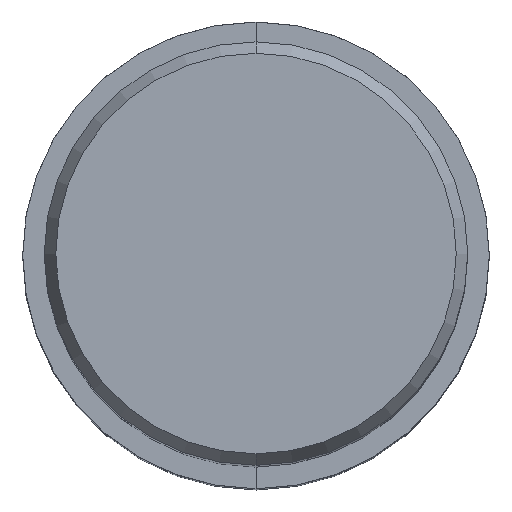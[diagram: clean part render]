
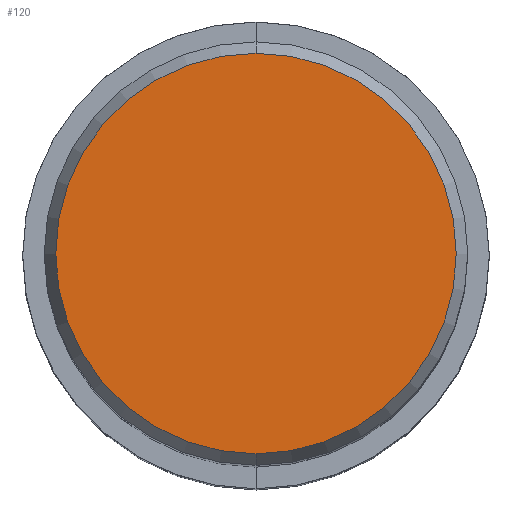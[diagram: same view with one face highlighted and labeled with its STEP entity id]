
A CAD part, top view. The second image highlights one B-rep face of the part: STEP entity #120.
In plain terms, the highlighted planar face has unit normal (0, 0, 1).
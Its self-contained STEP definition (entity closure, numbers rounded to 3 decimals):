
#120=ADVANCED_FACE('',(#280),#281,.T.);
#178=VERTEX_POINT('',#343);
#216=EDGE_CURVE('',#236,#178,#391,.T.);
#220=EDGE_CURVE('',#178,#236,#396,.T.);
#236=VERTEX_POINT('',#413);
#280=FACE_OUTER_BOUND('',#453,.T.);
#281=PLANE('',#454);
#343=CARTESIAN_POINT('',(0.,-12.012,0.01));
#391=CIRCLE('',#592,12.012);
#396=CIRCLE('',#598,12.012);
#413=CARTESIAN_POINT('',(0.0,12.012,0.01));
#453=EDGE_LOOP('',(#649,#650));
#454=AXIS2_PLACEMENT_3D('',#651,#652,#653);
#592=AXIS2_PLACEMENT_3D('',#794,#795,#796);
#598=AXIS2_PLACEMENT_3D('',#805,#806,#807);
#649=ORIENTED_EDGE('',*,*,#216,.F.);
#650=ORIENTED_EDGE('',*,*,#220,.F.);
#651=CARTESIAN_POINT('',(0.0,6.006,0.01));
#652=DIRECTION('',(-0.0,0.0,1.0));
#653=DIRECTION('',(0.0,-1.0,0.0));
#794=CARTESIAN_POINT('',(0.0,0.0,0.01));
#795=DIRECTION('',(0.0,0.0,-1.0));
#796=DIRECTION('',(0.0,1.0,0.0));
#805=CARTESIAN_POINT('',(0.0,0.0,0.01));
#806=DIRECTION('',(0.0,0.0,-1.0));
#807=DIRECTION('',(0.0,1.0,0.0));
